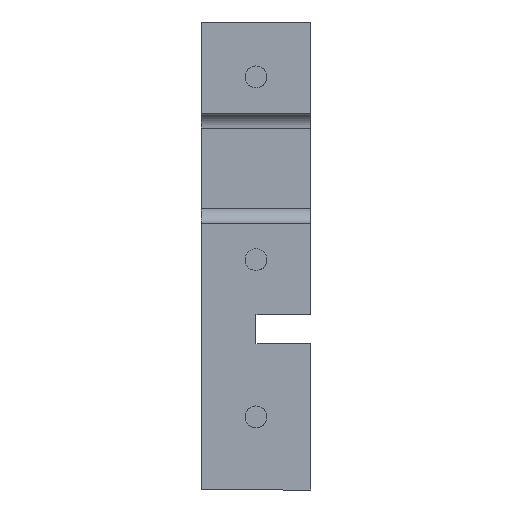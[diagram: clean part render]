
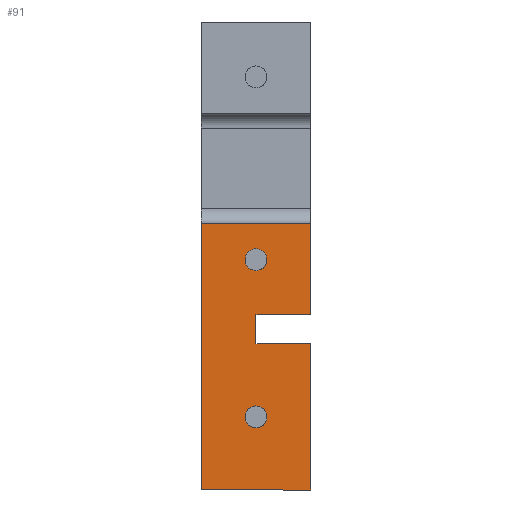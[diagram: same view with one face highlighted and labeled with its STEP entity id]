
A CAD part, left-side view. The second image highlights one B-rep face of the part: STEP entity #91.
In plain terms, the highlighted planar face has unit normal (-1, 0, 0).
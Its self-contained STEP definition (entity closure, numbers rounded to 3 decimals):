
#55 = EDGE_CURVE('',#56,#58,#60,.T.);
#56 = VERTEX_POINT('',#57);
#57 = CARTESIAN_POINT('',(0.,0.,0.));
#58 = VERTEX_POINT('',#59);
#59 = CARTESIAN_POINT('',(0.,15.,0.));
#60 = LINE('',#61,#62);
#61 = CARTESIAN_POINT('',(0.,0.,0.));
#62 = VECTOR('',#63,1.);
#63 = DIRECTION('',(0.,1.,0.));
#91 = ADVANCED_FACE('',(#92,#149,#160),#171,.T.);
#92 = FACE_BOUND('',#93,.T.);
#93 = EDGE_LOOP('',(#94,#104,#112,#118,#119,#127,#135,#143));
#94 = ORIENTED_EDGE('',*,*,#95,.F.);
#95 = EDGE_CURVE('',#96,#98,#100,.T.);
#96 = VERTEX_POINT('',#97);
#97 = CARTESIAN_POINT('',(0.,0.,36.5));
#98 = VERTEX_POINT('',#99);
#99 = CARTESIAN_POINT('',(0.,0.,24.));
#100 = LINE('',#101,#102);
#101 = CARTESIAN_POINT('',(0.,0.,64.));
#102 = VECTOR('',#103,1.);
#103 = DIRECTION('',(0.,0.,-1.));
#104 = ORIENTED_EDGE('',*,*,#105,.F.);
#105 = EDGE_CURVE('',#106,#96,#108,.T.);
#106 = VERTEX_POINT('',#107);
#107 = CARTESIAN_POINT('',(0.,15.,36.5));
#108 = LINE('',#109,#110);
#109 = CARTESIAN_POINT('',(0.,15.,36.5));
#110 = VECTOR('',#111,1.);
#111 = DIRECTION('',(0.,-1.,0.));
#112 = ORIENTED_EDGE('',*,*,#113,.T.);
#113 = EDGE_CURVE('',#106,#58,#114,.T.);
#114 = LINE('',#115,#116);
#115 = CARTESIAN_POINT('',(0.,15.,64.));
#116 = VECTOR('',#117,1.);
#117 = DIRECTION('',(0.,0.,-1.));
#118 = ORIENTED_EDGE('',*,*,#55,.F.);
#119 = ORIENTED_EDGE('',*,*,#120,.F.);
#120 = EDGE_CURVE('',#121,#56,#123,.T.);
#121 = VERTEX_POINT('',#122);
#122 = CARTESIAN_POINT('',(0.,0.,20.));
#123 = LINE('',#124,#125);
#124 = CARTESIAN_POINT('',(0.,0.,64.));
#125 = VECTOR('',#126,1.);
#126 = DIRECTION('',(0.,0.,-1.));
#127 = ORIENTED_EDGE('',*,*,#128,.T.);
#128 = EDGE_CURVE('',#121,#129,#131,.T.);
#129 = VERTEX_POINT('',#130);
#130 = CARTESIAN_POINT('',(0.,7.5,20.));
#131 = LINE('',#132,#133);
#132 = CARTESIAN_POINT('',(0.,0.,20.));
#133 = VECTOR('',#134,1.);
#134 = DIRECTION('',(0.,1.,0.));
#135 = ORIENTED_EDGE('',*,*,#136,.F.);
#136 = EDGE_CURVE('',#137,#129,#139,.T.);
#137 = VERTEX_POINT('',#138);
#138 = CARTESIAN_POINT('',(0.,7.5,24.));
#139 = LINE('',#140,#141);
#140 = CARTESIAN_POINT('',(0.,7.5,24.));
#141 = VECTOR('',#142,1.);
#142 = DIRECTION('',(0.,0.,-1.));
#143 = ORIENTED_EDGE('',*,*,#144,.F.);
#144 = EDGE_CURVE('',#98,#137,#145,.T.);
#145 = LINE('',#146,#147);
#146 = CARTESIAN_POINT('',(0.,0.,24.));
#147 = VECTOR('',#148,1.);
#148 = DIRECTION('',(0.,1.,0.));
#149 = FACE_BOUND('',#150,.T.);
#150 = EDGE_LOOP('',(#151));
#151 = ORIENTED_EDGE('',*,*,#152,.F.);
#152 = EDGE_CURVE('',#153,#153,#155,.T.);
#153 = VERTEX_POINT('',#154);
#154 = CARTESIAN_POINT('',(0.,7.5,30.));
#155 = CIRCLE('',#156,1.5);
#156 = AXIS2_PLACEMENT_3D('',#157,#158,#159);
#157 = CARTESIAN_POINT('',(0.,7.5,31.5));
#158 = DIRECTION('',(-1.,0.,0.));
#159 = DIRECTION('',(0.,0.,-1.));
#160 = FACE_BOUND('',#161,.T.);
#161 = EDGE_LOOP('',(#162));
#162 = ORIENTED_EDGE('',*,*,#163,.F.);
#163 = EDGE_CURVE('',#164,#164,#166,.T.);
#164 = VERTEX_POINT('',#165);
#165 = CARTESIAN_POINT('',(0.,7.5,8.5));
#166 = CIRCLE('',#167,1.5);
#167 = AXIS2_PLACEMENT_3D('',#168,#169,#170);
#168 = CARTESIAN_POINT('',(0.,7.5,10.));
#169 = DIRECTION('',(-1.,0.,0.));
#170 = DIRECTION('',(0.,0.,-1.));
#171 = PLANE('',#172);
#172 = AXIS2_PLACEMENT_3D('',#173,#174,#175);
#173 = CARTESIAN_POINT('',(0.,0.,64.));
#174 = DIRECTION('',(-1.,0.,0.));
#175 = DIRECTION('',(0.,0.,-1.));
